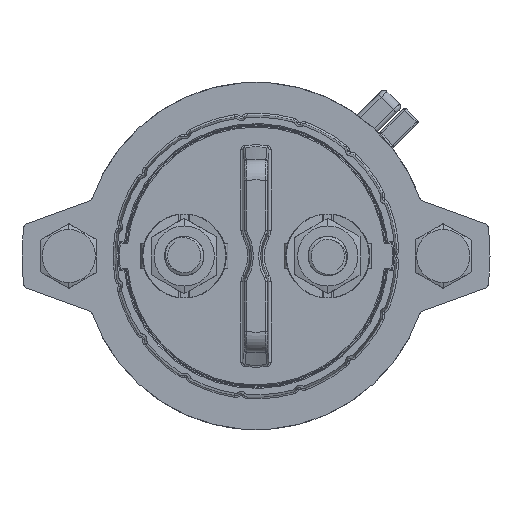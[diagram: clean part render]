
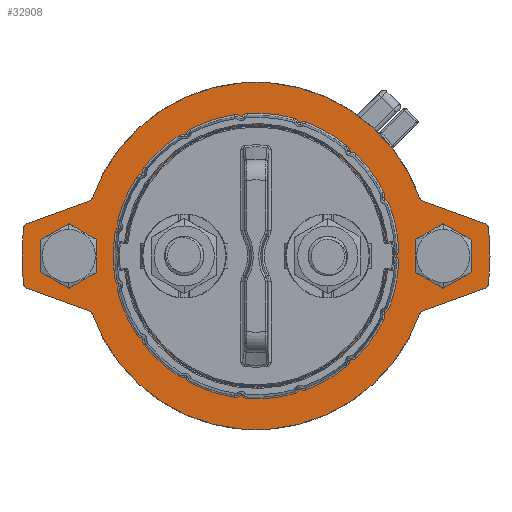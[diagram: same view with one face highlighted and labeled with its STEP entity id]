
A CAD part, front view. The second image highlights one B-rep face of the part: STEP entity #32908.
In plain terms, the highlighted planar face has unit normal (0, -1, 0).
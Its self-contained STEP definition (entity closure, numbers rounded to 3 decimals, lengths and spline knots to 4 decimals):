
#22749=CARTESIAN_POINT('',(0.,1.51,0.));
#22750=DIRECTION('',(0.,1.,0.));
#22751=DIRECTION('',(-0.943,0.,0.332));
#22752=AXIS2_PLACEMENT_3D('',#22749,#22750,#22751);
#22754=CARTESIAN_POINT('',(1.6133,1.51,0.567));
#22755=DIRECTION('',(0.,-1.,0.));
#22756=DIRECTION('',(-0.943,0.,-0.332));
#22757=AXIS2_PLACEMENT_3D('',#22754,#22755,#22756);
#22759=DIRECTION('',(0.94,0.,-0.342));
#22760=VECTOR('',#22759,0.6464);
#22761=CARTESIAN_POINT('',(1.5996,1.51,0.5294));
#22762=LINE('',#22761,#22760);
#22763=CARTESIAN_POINT('',(2.1934,1.51,0.2707));
#22764=DIRECTION('',(0.,1.,0.));
#22765=DIRECTION('',(0.342,0.,0.94));
#22766=AXIS2_PLACEMENT_3D('',#22763,#22764,#22765);
#22768=CARTESIAN_POINT('',(0.,1.51,0.));
#22769=DIRECTION('',(0.,1.,0.));
#22770=DIRECTION('',(0.992,0.,0.123));
#22771=AXIS2_PLACEMENT_3D('',#22768,#22769,#22770);
#22773=CARTESIAN_POINT('',(0.,1.51,0.));
#22774=DIRECTION('',(0.,1.,0.));
#22775=DIRECTION('',(1.,0.,0.));
#22776=AXIS2_PLACEMENT_3D('',#22773,#22774,#22775);
#22778=CARTESIAN_POINT('',(2.1934,1.51,-0.2707));
#22779=DIRECTION('',(0.,1.,0.));
#22780=DIRECTION('',(0.992,0.,-0.123));
#22781=AXIS2_PLACEMENT_3D('',#22778,#22779,#22780);
#22783=DIRECTION('',(-0.94,0.,-0.342));
#22784=VECTOR('',#22783,0.6464);
#22785=CARTESIAN_POINT('',(2.207,1.51,-0.3083));
#22786=LINE('',#22785,#22784);
#22787=CARTESIAN_POINT('',(1.6133,1.51,-0.567));
#22788=DIRECTION('',(0.,-1.,0.));
#22789=DIRECTION('',(-0.342,0.,0.94));
#22790=AXIS2_PLACEMENT_3D('',#22787,#22788,#22789);
#22792=CARTESIAN_POINT('',(0.,1.51,0.));
#22793=DIRECTION('',(0.,1.,0.));
#22794=DIRECTION('',(0.943,0.,-0.332));
#22795=AXIS2_PLACEMENT_3D('',#22792,#22793,#22794);
#22797=CARTESIAN_POINT('',(-1.6133,1.51,-0.567));
#22798=DIRECTION('',(0.,-1.,0.));
#22799=DIRECTION('',(0.943,0.,0.332));
#22800=AXIS2_PLACEMENT_3D('',#22797,#22798,#22799);
#22802=DIRECTION('',(-0.94,0.,0.342));
#22803=VECTOR('',#22802,0.6464);
#22804=CARTESIAN_POINT('',(-1.5996,1.51,-0.5294));
#22805=LINE('',#22804,#22803);
#22806=CARTESIAN_POINT('',(-2.1934,1.51,-0.2707));
#22807=DIRECTION('',(0.,1.,0.));
#22808=DIRECTION('',(-0.342,0.,-0.94));
#22809=AXIS2_PLACEMENT_3D('',#22806,#22807,#22808);
#22811=CARTESIAN_POINT('',(0.,1.51,0.));
#22812=DIRECTION('',(0.,1.,0.));
#22813=DIRECTION('',(-0.992,0.,-0.123));
#22814=AXIS2_PLACEMENT_3D('',#22811,#22812,#22813);
#22816=CARTESIAN_POINT('',(0.,1.51,0.));
#22817=DIRECTION('',(0.,1.,0.));
#22818=DIRECTION('',(-1.,0.,0.));
#22819=AXIS2_PLACEMENT_3D('',#22816,#22817,#22818);
#22821=CARTESIAN_POINT('',(-2.1934,1.51,0.2707));
#22822=DIRECTION('',(0.,1.,0.));
#22823=DIRECTION('',(-0.992,0.,0.123));
#22824=AXIS2_PLACEMENT_3D('',#22821,#22822,#22823);
#22826=DIRECTION('',(0.94,0.,0.342));
#22827=VECTOR('',#22826,0.6464);
#22828=CARTESIAN_POINT('',(-2.207,1.51,0.3083));
#22829=LINE('',#22828,#22827);
#22830=CARTESIAN_POINT('',(-1.6133,1.51,0.567));
#22831=DIRECTION('',(0.,-1.,0.));
#22832=DIRECTION('',(0.342,0.,-0.94));
#22833=AXIS2_PLACEMENT_3D('',#22830,#22831,#22832);
#28136=CARTESIAN_POINT('',(-1.5755,1.51,0.5537));
#28137=CARTESIAN_POINT('',(1.5755,1.51,0.5537));
#28138=VERTEX_POINT('',#28136);
#28139=VERTEX_POINT('',#28137);
#28140=CARTESIAN_POINT('',(1.5996,1.51,0.5294));
#28141=VERTEX_POINT('',#28140);
#28142=CARTESIAN_POINT('',(2.207,1.51,0.3083));
#28143=VERTEX_POINT('',#28142);
#28144=CARTESIAN_POINT('',(2.2331,1.51,0.2756));
#28145=VERTEX_POINT('',#28144);
#28146=CARTESIAN_POINT('',(2.25,1.51,0.));
#28147=VERTEX_POINT('',#28146);
#28148=CARTESIAN_POINT('',(2.2331,1.51,-0.2756));
#28149=VERTEX_POINT('',#28148);
#28150=CARTESIAN_POINT('',(2.207,1.51,-0.3083));
#28151=VERTEX_POINT('',#28150);
#28152=CARTESIAN_POINT('',(1.5996,1.51,-0.5294));
#28153=VERTEX_POINT('',#28152);
#28154=CARTESIAN_POINT('',(1.5755,1.51,-0.5537));
#28155=VERTEX_POINT('',#28154);
#28156=CARTESIAN_POINT('',(-1.5755,1.51,-0.5537));
#28157=VERTEX_POINT('',#28156);
#28158=CARTESIAN_POINT('',(-1.5996,1.51,-0.5294));
#28159=VERTEX_POINT('',#28158);
#28160=CARTESIAN_POINT('',(-2.207,1.51,-0.3083));
#28161=VERTEX_POINT('',#28160);
#28162=CARTESIAN_POINT('',(-2.2331,1.51,-0.2756));
#28163=VERTEX_POINT('',#28162);
#28164=CARTESIAN_POINT('',(-2.25,1.51,0.));
#28165=VERTEX_POINT('',#28164);
#28166=CARTESIAN_POINT('',(-2.2331,1.51,0.2756));
#28167=VERTEX_POINT('',#28166);
#28168=CARTESIAN_POINT('',(-2.207,1.51,0.3083));
#28169=VERTEX_POINT('',#28168);
#28170=CARTESIAN_POINT('',(-1.5996,1.51,0.5294));
#28171=VERTEX_POINT('',#28170);
#32865=CARTESIAN_POINT('',(0.,1.51,0.));
#32866=DIRECTION('',(0.,-1.,0.));
#32867=DIRECTION('',(1.,0.,0.));
#32868=AXIS2_PLACEMENT_3D('',#32865,#32866,#32867);
#32869=PLANE('',#32868);
#32871=ORIENTED_EDGE('',*,*,#32870,.T.);
#32873=ORIENTED_EDGE('',*,*,#32872,.T.);
#32875=ORIENTED_EDGE('',*,*,#32874,.T.);
#32877=ORIENTED_EDGE('',*,*,#32876,.T.);
#32879=ORIENTED_EDGE('',*,*,#32878,.T.);
#32881=ORIENTED_EDGE('',*,*,#32880,.T.);
#32883=ORIENTED_EDGE('',*,*,#32882,.T.);
#32885=ORIENTED_EDGE('',*,*,#32884,.T.);
#32887=ORIENTED_EDGE('',*,*,#32886,.T.);
#32889=ORIENTED_EDGE('',*,*,#32888,.T.);
#32891=ORIENTED_EDGE('',*,*,#32890,.T.);
#32893=ORIENTED_EDGE('',*,*,#32892,.T.);
#32895=ORIENTED_EDGE('',*,*,#32894,.T.);
#32897=ORIENTED_EDGE('',*,*,#32896,.T.);
#32899=ORIENTED_EDGE('',*,*,#32898,.T.);
#32901=ORIENTED_EDGE('',*,*,#32900,.T.);
#32903=ORIENTED_EDGE('',*,*,#32902,.T.);
#32905=ORIENTED_EDGE('',*,*,#32904,.T.);
#32906=EDGE_LOOP('',(#32871,#32873,#32875,#32877,#32879,#32881,#32883,#32885,
#32887,#32889,#32891,#32893,#32895,#32897,#32899,#32901,#32903,#32905));
#32907=FACE_OUTER_BOUND('',#32906,.F.);
#22753=CIRCLE('',#22752,1.67);
#22758=CIRCLE('',#22757,0.04);
#22767=CIRCLE('',#22766,0.04);
#22772=CIRCLE('',#22771,2.25);
#22777=CIRCLE('',#22776,2.25);
#22782=CIRCLE('',#22781,0.04);
#22791=CIRCLE('',#22790,0.04);
#22796=CIRCLE('',#22795,1.67);
#22801=CIRCLE('',#22800,0.04);
#22810=CIRCLE('',#22809,0.04);
#22815=CIRCLE('',#22814,2.25);
#22820=CIRCLE('',#22819,2.25);
#22825=CIRCLE('',#22824,0.04);
#22834=CIRCLE('',#22833,0.04);
#32870=EDGE_CURVE('',#28138,#28139,#22753,.T.);
#32872=EDGE_CURVE('',#28139,#28141,#22758,.T.);
#32874=EDGE_CURVE('',#28141,#28143,#22762,.T.);
#32876=EDGE_CURVE('',#28143,#28145,#22767,.T.);
#32878=EDGE_CURVE('',#28145,#28147,#22772,.T.);
#32880=EDGE_CURVE('',#28147,#28149,#22777,.T.);
#32882=EDGE_CURVE('',#28149,#28151,#22782,.T.);
#32884=EDGE_CURVE('',#28151,#28153,#22786,.T.);
#32886=EDGE_CURVE('',#28153,#28155,#22791,.T.);
#32888=EDGE_CURVE('',#28155,#28157,#22796,.T.);
#32890=EDGE_CURVE('',#28157,#28159,#22801,.T.);
#32892=EDGE_CURVE('',#28159,#28161,#22805,.T.);
#32894=EDGE_CURVE('',#28161,#28163,#22810,.T.);
#32896=EDGE_CURVE('',#28163,#28165,#22815,.T.);
#32898=EDGE_CURVE('',#28165,#28167,#22820,.T.);
#32900=EDGE_CURVE('',#28167,#28169,#22825,.T.);
#32902=EDGE_CURVE('',#28169,#28171,#22829,.T.);
#32904=EDGE_CURVE('',#28171,#28138,#22834,.T.);
#32908=ADVANCED_FACE('',(#32907),#32869,.T.);
